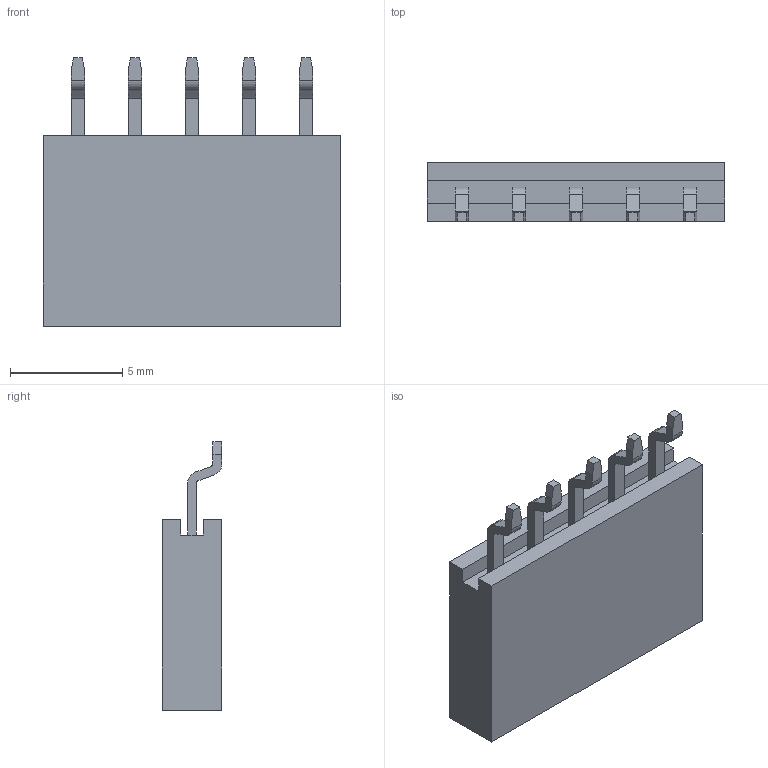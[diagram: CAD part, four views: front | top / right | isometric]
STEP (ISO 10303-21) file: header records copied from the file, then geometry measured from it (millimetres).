
FILE_DESCRIPTION (( 'STEP AP214' ), '1' );
FILE_NAME ('BG300-05-A-L-A.STEP', '2024-03-26T21:33:16', ( '' ), ( '' ), 'SwSTEP 2.0', 'SolidWorks 2021', '' );
FILE_SCHEMA (( 'AUTOMOTIVE_DESIGN' ));
Length unit declared in the file: millimetre
Products named in the file (3): body^BG301-xxx; pin^BG301-xxx; BG300-05-A-L-A
Assembly tree (6 placements, depth 2):
  BG300-05-A-L-A
    body^BG301-xxx
    pin^BG301-xxx  x5
Bounding box: 13.25 x 2.65 x 11.95 mm (x, y, z)
Volume: 291.3 mm3; surface area: 419.4 mm2
Topology: 6 solids, 6 shells, 115 faces, 294 edges, 196 vertices
Faces by surface type: plane 95, cylinder 20
Entity records: 1630 total; most frequent: CARTESIAN_POINT 270, DIRECTION 254, ORIENTED_EDGE 252, EDGE_CURVE 126, LINE 118, VECTOR 118, VERTEX_POINT 84, AXIS2_PLACEMENT_3D 68
